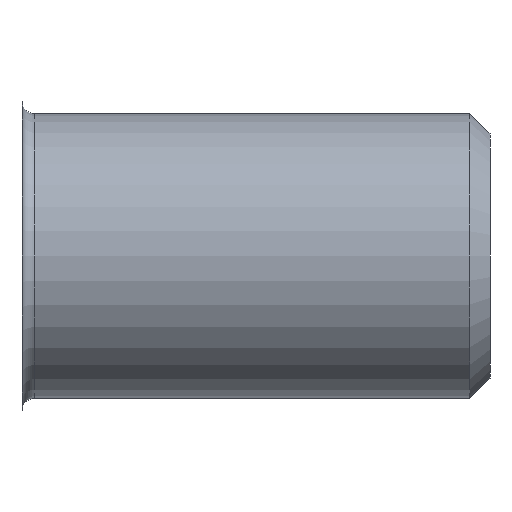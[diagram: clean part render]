
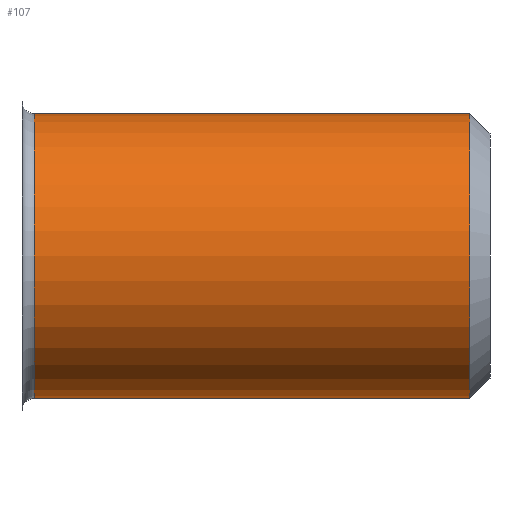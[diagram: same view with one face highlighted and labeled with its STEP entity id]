
A CAD part, left-side view. The second image highlights one B-rep face of the part: STEP entity #107.
In plain terms, the highlighted cylindrical face has radius 3.5 mm (diameter 7 mm), a partial arc.
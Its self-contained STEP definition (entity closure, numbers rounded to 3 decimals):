
#5 = CIRCLE ( 'NONE', #430, 3.5 ) ;
#10 = EDGE_CURVE ( 'NONE', #337, #157, #110, .T. ) ;
#21 = ORIENTED_EDGE ( 'NONE', *, *, #10, .F. ) ;
#39 = CIRCLE ( 'NONE', #153, 3.5 ) ;
#61 = EDGE_CURVE ( 'NONE', #381, #162, #290, .T. ) ;
#63 = CYLINDRICAL_SURFACE ( 'NONE', #424, 3.5 ) ;
#67 = EDGE_CURVE ( 'NONE', #337, #381, #39, .T. ) ;
#92 = DIRECTION ( 'NONE',  ( 0., 1., 0. ) ) ;
#107 = ADVANCED_FACE ( 'NONE', ( #236 ), #63, .T. ) ;
#110 = LINE ( 'NONE', #286, #386 ) ;
#125 = DIRECTION ( 'NONE',  ( 0., 1., 0. ) ) ;
#148 = DIRECTION ( 'NONE',  ( 0., 0., 1. ) ) ;
#153 = AXIS2_PLACEMENT_3D ( 'NONE', #297, #272, #328 ) ;
#157 = VERTEX_POINT ( 'NONE', #270 ) ;
#162 = VERTEX_POINT ( 'NONE', #299 ) ;
#172 = DIRECTION ( 'NONE',  ( 0., 0., 1. ) ) ;
#211 = DIRECTION ( 'NONE',  ( 0., 1., 0. ) ) ;
#236 = FACE_OUTER_BOUND ( 'NONE', #351, .T. ) ;
#243 = CARTESIAN_POINT ( 'NONE',  ( 0., -11., 3.5 ) ) ;
#255 = CARTESIAN_POINT ( 'NONE',  ( 0., 0., 3.5 ) ) ;
#270 = CARTESIAN_POINT ( 'NONE',  ( 0., -0.3, -3.5 ) ) ;
#272 = DIRECTION ( 'NONE',  ( 0., 1., 0. ) ) ;
#277 = ORIENTED_EDGE ( 'NONE', *, *, #354, .F. ) ;
#281 = VECTOR ( 'NONE', #125, 1000. ) ;
#286 = CARTESIAN_POINT ( 'NONE',  ( 0., 0., -3.5 ) ) ;
#290 = LINE ( 'NONE', #255, #281 ) ;
#297 = CARTESIAN_POINT ( 'NONE',  ( 0., -11., 0. ) ) ;
#299 = CARTESIAN_POINT ( 'NONE',  ( 0., -0.3, 3.5 ) ) ;
#328 = DIRECTION ( 'NONE',  ( 0., 0., 1. ) ) ;
#336 = ORIENTED_EDGE ( 'NONE', *, *, #67, .T. ) ;
#337 = VERTEX_POINT ( 'NONE', #416 ) ;
#343 = ORIENTED_EDGE ( 'NONE', *, *, #61, .T. ) ;
#351 = EDGE_LOOP ( 'NONE', ( #21, #336, #343, #277 ) ) ;
#354 = EDGE_CURVE ( 'NONE', #157, #162, #5, .T. ) ;
#365 = DIRECTION ( 'NONE',  ( 0., 1., 0. ) ) ;
#373 = CARTESIAN_POINT ( 'NONE',  ( 0., 0., 0. ) ) ;
#381 = VERTEX_POINT ( 'NONE', #243 ) ;
#386 = VECTOR ( 'NONE', #92, 1000. ) ;
#414 = CARTESIAN_POINT ( 'NONE',  ( 0., -0.3, 0. ) ) ;
#416 = CARTESIAN_POINT ( 'NONE',  ( 0., -11., -3.5 ) ) ;
#424 = AXIS2_PLACEMENT_3D ( 'NONE', #373, #365, #172 ) ;
#430 = AXIS2_PLACEMENT_3D ( 'NONE', #414, #211, #148 ) ;
